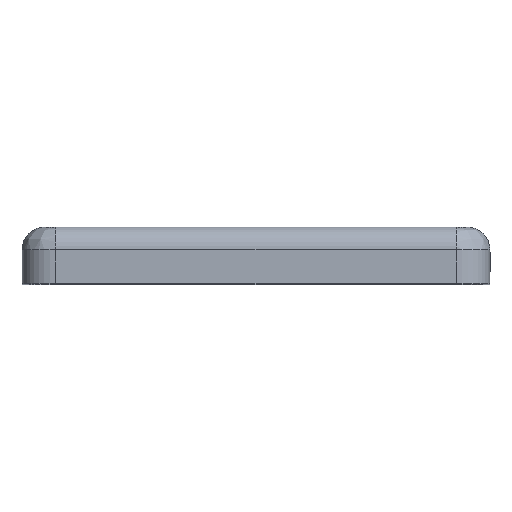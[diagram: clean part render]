
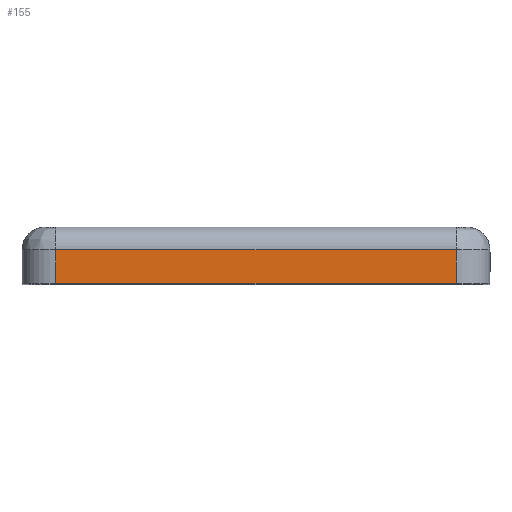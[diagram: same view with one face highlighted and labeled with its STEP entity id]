
A CAD part, top view. The second image highlights one B-rep face of the part: STEP entity #155.
In plain terms, the highlighted planar face has unit normal (0, 0, 1).
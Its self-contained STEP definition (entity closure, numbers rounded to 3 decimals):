
#155 = ADVANCED_FACE( 'NONE', ( #360 ), #361, .T. );
#360 = FACE_OUTER_BOUND( '', #663, .T. );
#361 = PLANE( '', #664 );
#663 = EDGE_LOOP( '', ( #1206, #1207, #1208, #1209 ) );
#664 = AXIS2_PLACEMENT_3D( '', #1210, #1211, #1212 );
#1206 = ORIENTED_EDGE( '', *, *, #1529, .T. );
#1207 = ORIENTED_EDGE( '', *, *, #1615, .F. );
#1208 = ORIENTED_EDGE( '', *, *, #1678, .F. );
#1209 = ORIENTED_EDGE( '', *, *, #1679, .T. );
#1210 = CARTESIAN_POINT( '', ( -8.85, 0., 16.45 ) );
#1211 = DIRECTION( '', ( 0., 0., 1. ) );
#1212 = DIRECTION( '', ( 1., 0., 0. ) );
#1529 = EDGE_CURVE( 'NONE', #1801, #1802, #1803, .T. );
#1615 = EDGE_CURVE( 'NONE', #1946, #1802, #1949, .T. );
#1678 = EDGE_CURVE( 'NONE', #1819, #1946, #2038, .T. );
#1679 = EDGE_CURVE( 'NONE', #1819, #1801, #2039, .T. );
#1801 = VERTEX_POINT( 'NONE', #2179 );
#1802 = VERTEX_POINT( 'NONE', #2180 );
#1803 = LINE( '', #2181, #2182 );
#1819 = VERTEX_POINT( 'NONE', #2201 );
#1946 = VERTEX_POINT( 'NONE', #2352 );
#1949 = LINE( '', #2355, #2356 );
#2038 = LINE( '', #2472, #2473 );
#2039 = LINE( '', #2474, #2475 );
#2179 = CARTESIAN_POINT( '', ( -8.85, -2.5, 16.45 ) );
#2180 = CARTESIAN_POINT( '', ( 8.85, -2.5, 16.45 ) );
#2181 = CARTESIAN_POINT( '', ( -8.85, -2.5, 16.45 ) );
#2182 = VECTOR( '', #2600, 1000. );
#2201 = CARTESIAN_POINT( '', ( -8.85, -1., 16.45 ) );
#2352 = CARTESIAN_POINT( '', ( 8.85, -1., 16.45 ) );
#2355 = CARTESIAN_POINT( '', ( 8.85, 0., 16.45 ) );
#2356 = VECTOR( '', #2763, 1000. );
#2472 = CARTESIAN_POINT( '', ( -8.85, -1., 16.45 ) );
#2473 = VECTOR( '', #2857, 1000. );
#2474 = CARTESIAN_POINT( '', ( -8.85, 0., 16.45 ) );
#2475 = VECTOR( '', #2858, 1000. );
#2600 = DIRECTION( '', ( 1., 0., 0. ) );
#2763 = DIRECTION( '', ( 0., -1., 0. ) );
#2857 = DIRECTION( '', ( 1., 0., 0. ) );
#2858 = DIRECTION( '', ( 0., -1., 0. ) );
